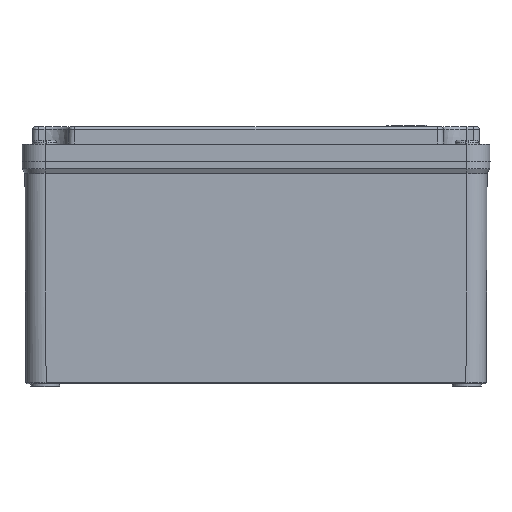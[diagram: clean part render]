
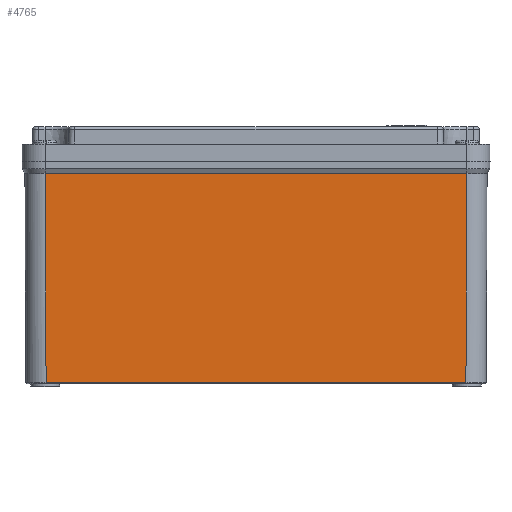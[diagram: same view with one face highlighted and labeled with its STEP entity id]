
A CAD part, front view. The second image highlights one B-rep face of the part: STEP entity #4765.
In plain terms, the highlighted planar face has unit normal (0, -1, -0.004).
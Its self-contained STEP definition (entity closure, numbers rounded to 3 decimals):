
#3147=LINE('',#23589,#3955);
#3148=LINE('',#23592,#3956);
#3149=LINE('',#23594,#3957);
#3150=LINE('',#23596,#3958);
#3955=VECTOR('',#18451,1.);
#3956=VECTOR('',#18452,1.);
#3957=VECTOR('',#18453,1.);
#3958=VECTOR('',#18454,1.);
#4765=ADVANCED_FACE('',(#5946),#5569,.T.);
#5569=PLANE('',#16286);
#5946=FACE_OUTER_BOUND('',#6816,.T.);
#6816=EDGE_LOOP('',(#8500,#8501,#8502,#8503));
#8500=ORIENTED_EDGE('',*,*,#13412,.F.);
#8501=ORIENTED_EDGE('',*,*,#13413,.F.);
#8502=ORIENTED_EDGE('',*,*,#13414,.F.);
#8503=ORIENTED_EDGE('',*,*,#13415,.T.);
#12012=VERTEX_POINT('',#23590);
#12013=VERTEX_POINT('',#23591);
#12014=VERTEX_POINT('',#23593);
#12015=VERTEX_POINT('',#23595);
#13412=EDGE_CURVE('',#12012,#12013,#3147,.T.);
#13413=EDGE_CURVE('',#12014,#12012,#3148,.T.);
#13414=EDGE_CURVE('',#12015,#12014,#3149,.T.);
#13415=EDGE_CURVE('',#12015,#12013,#3150,.T.);
#16286=AXIS2_PLACEMENT_3D('',#23597,#18455,#18456);
#18451=DIRECTION('',(-1.,0.,0.));
#18452=DIRECTION('',(-0.004,0.004,-1.));
#18453=DIRECTION('',(1.,0.,0.));
#18454=DIRECTION('',(0.004,0.004,-1.));
#18455=DIRECTION('',(0.,-1.,-0.004));
#18456=DIRECTION('',(0.,-0.004,1.));
#23589=CARTESIAN_POINT('',(-50.,-109.666,0.498));
#23590=CARTESIAN_POINT('',(42.666,-109.666,0.498));
#23591=CARTESIAN_POINT('',(-102.666,-109.666,0.498));
#23592=CARTESIAN_POINT('',(42.998,-109.998,76.594));
#23593=CARTESIAN_POINT('',(42.991,-109.982,72.812));
#23594=CARTESIAN_POINT('',(-50.,-109.982,72.812));
#23595=CARTESIAN_POINT('',(-102.991,-109.982,72.812));
#23596=CARTESIAN_POINT('',(-102.998,-109.998,76.594));
#23597=CARTESIAN_POINT('',(-50.,-110.,77.));
